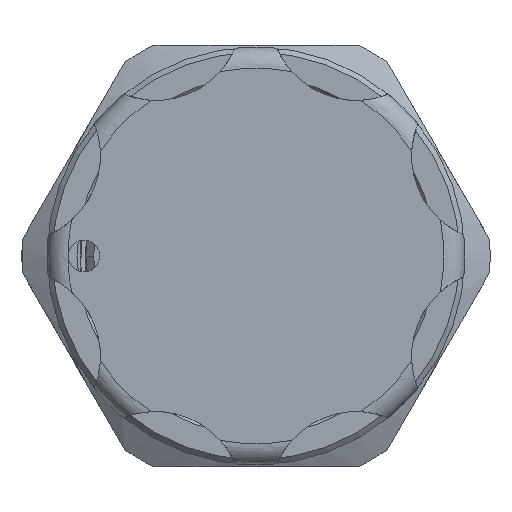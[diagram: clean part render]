
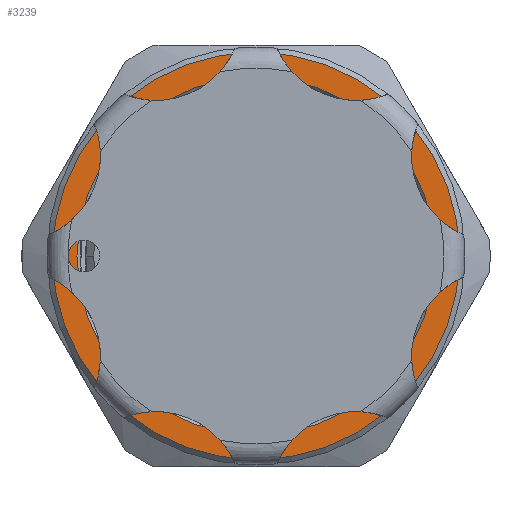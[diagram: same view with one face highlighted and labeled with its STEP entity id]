
A CAD part, left-side view. The second image highlights one B-rep face of the part: STEP entity #3239.
In plain terms, the highlighted planar face has unit normal (-1, 0, 0).
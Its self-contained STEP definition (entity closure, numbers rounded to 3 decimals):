
#1895 = FACE_BOUND ( 'NONE', #7063, .T. ) ;
#1903 = FACE_OUTER_BOUND ( 'NONE', #6925, .T. ) ;
#2361 = CARTESIAN_POINT ( 'NONE',  ( 0., 0., 0. ) ) ;
#2362 = DIRECTION ( 'NONE',  ( -1., 0., 0. ) ) ;
#2363 = DIRECTION ( 'NONE',  ( 0., 0., 1. ) ) ;
#2510 = CARTESIAN_POINT ( 'NONE',  ( 0., 0., 0. ) ) ;
#2511 = DIRECTION ( 'NONE',  ( 1., 0., 0. ) ) ;
#2512 = DIRECTION ( 'NONE',  ( 0., 0., 1. ) ) ;
#3239 = ADVANCED_FACE ( 'NONE', ( #1895, #1903 ), #4813, .T. ) ;
#4786 = AXIS2_PLACEMENT_3D ( 'NONE', #4810, #4815, #4816 ) ;
#4810 = CARTESIAN_POINT ( 'NONE',  ( 0., 0., 0. ) ) ;
#4813 = PLANE ( 'NONE',  #4786 ) ;
#4815 = DIRECTION ( 'NONE',  ( -1., 0., 0. ) ) ;
#4816 = DIRECTION ( 'NONE',  ( 0., 0., 1. ) ) ;
#5224 = CIRCLE ( 'NONE', #12706, 11.6 ) ;
#5246 = CIRCLE ( 'NONE', #12725, 10.2 ) ;
#6364 = CARTESIAN_POINT ( 'NONE',  ( 0., 0., 0. ) ) ;
#6365 = DIRECTION ( 'NONE',  ( 1., 0., 0. ) ) ;
#6366 = DIRECTION ( 'NONE',  ( 0., 0., 1. ) ) ;
#6367 = CARTESIAN_POINT ( 'NONE',  ( 0., 0., 0. ) ) ;
#6368 = DIRECTION ( 'NONE',  ( -1., 0., 0. ) ) ;
#6369 = DIRECTION ( 'NONE',  ( 0., 0., 1. ) ) ;
#6925 = EDGE_LOOP ( 'NONE', ( #12801, #10347 ) ) ;
#7063 = EDGE_LOOP ( 'NONE', ( #12811, #13063 ) ) ;
#8932 = CARTESIAN_POINT ( 'NONE',  ( 0., 0., 11.6 ) ) ;
#8933 = CARTESIAN_POINT ( 'NONE',  ( 0., 0., -10.2 ) ) ;
#8934 = CARTESIAN_POINT ( 'NONE',  ( 0., 0., 10.2 ) ) ;
#8937 = CARTESIAN_POINT ( 'NONE',  ( 0., 0., -11.6 ) ) ;
#10015 = EDGE_CURVE ( 'NONE', #12845, #12846, #10496, .T. ) ;
#10016 = EDGE_CURVE ( 'NONE', #12849, #12844, #10491, .T. ) ;
#10347 = ORIENTED_EDGE ( 'NONE', *, *, #13112, .T. ) ;
#10491 = CIRCLE ( 'NONE', #12627, 11.6 ) ;
#10496 = CIRCLE ( 'NONE', #12626, 10.2 ) ;
#12626 = AXIS2_PLACEMENT_3D ( 'NONE', #6364, #6365, #6366 ) ;
#12627 = AXIS2_PLACEMENT_3D ( 'NONE', #6367, #6368, #6369 ) ;
#12706 = AXIS2_PLACEMENT_3D ( 'NONE', #2361, #2362, #2363 ) ;
#12725 = AXIS2_PLACEMENT_3D ( 'NONE', #2510, #2511, #2512 ) ;
#12801 = ORIENTED_EDGE ( 'NONE', *, *, #10016, .T. ) ;
#12811 = ORIENTED_EDGE ( 'NONE', *, *, #13150, .T. ) ;
#12844 = VERTEX_POINT ( 'NONE', #8932 ) ;
#12845 = VERTEX_POINT ( 'NONE', #8933 ) ;
#12846 = VERTEX_POINT ( 'NONE', #8934 ) ;
#12849 = VERTEX_POINT ( 'NONE', #8937 ) ;
#13063 = ORIENTED_EDGE ( 'NONE', *, *, #10015, .T. ) ;
#13112 = EDGE_CURVE ( 'NONE', #12844, #12849, #5224, .T. ) ;
#13150 = EDGE_CURVE ( 'NONE', #12846, #12845, #5246, .T. ) ;
